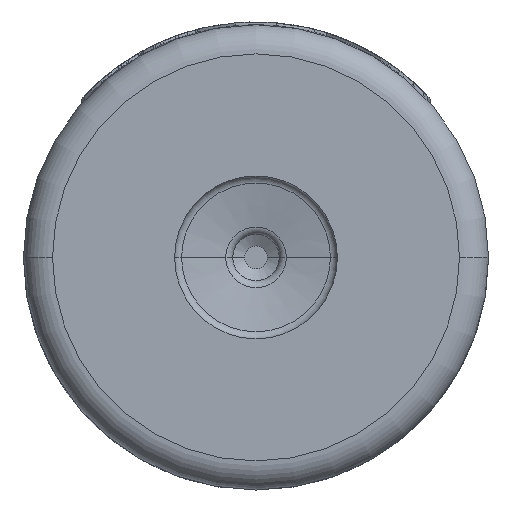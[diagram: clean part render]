
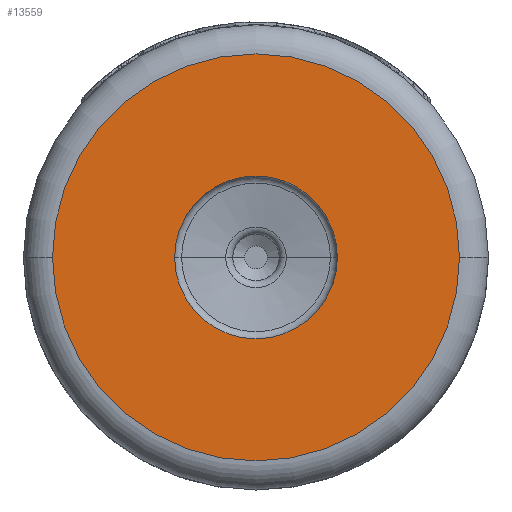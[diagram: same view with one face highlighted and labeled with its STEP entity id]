
A CAD part, front view. The second image highlights one B-rep face of the part: STEP entity #13559.
In plain terms, the highlighted planar face has unit normal (0, -1, 0).
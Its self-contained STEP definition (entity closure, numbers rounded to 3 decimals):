
#1894=CARTESIAN_POINT('',(0.,-4.,0.));
#1895=DIRECTION('',(0.,-1.,0.));
#1896=DIRECTION('',(-1.,0.,0.));
#1897=AXIS2_PLACEMENT_3D('',#1894,#1895,#1896);
#1909=CARTESIAN_POINT('',(0.,-4.,0.));
#1910=DIRECTION('',(0.,-1.,0.));
#1911=DIRECTION('',(-1.,0.,0.));
#1912=AXIS2_PLACEMENT_3D('',#1909,#1910,#1911);
#1914=CARTESIAN_POINT('',(0.,-4.,0.));
#1915=DIRECTION('',(0.,-1.,0.));
#1916=DIRECTION('',(1.,0.,0.));
#1917=AXIS2_PLACEMENT_3D('',#1914,#1915,#1916);
#1919=CARTESIAN_POINT('',(0.,-4.,0.));
#1920=DIRECTION('',(0.,-1.,0.));
#1921=DIRECTION('',(1.,0.,0.));
#1922=AXIS2_PLACEMENT_3D('',#1919,#1920,#1921);
#11537=CARTESIAN_POINT('',(-1.4,-4.,0.));
#11538=CARTESIAN_POINT('',(1.4,-4.,0.));
#11539=VERTEX_POINT('',#11537);
#11540=VERTEX_POINT('',#11538);
#11541=CARTESIAN_POINT('',(3.5,-4.,0.));
#11542=CARTESIAN_POINT('',(-3.5,-4.,0.));
#11543=VERTEX_POINT('',#11541);
#11544=VERTEX_POINT('',#11542);
#13543=CARTESIAN_POINT('',(0.,-4.,0.));
#13544=DIRECTION('',(0.,1.,0.));
#13545=DIRECTION('',(1.,0.,0.));
#13546=AXIS2_PLACEMENT_3D('',#13543,#13544,#13545);
#13547=PLANE('',#13546);
#13549=ORIENTED_EDGE('',*,*,#13548,.F.);
#13550=ORIENTED_EDGE('',*,*,#13533,.F.);
#13551=EDGE_LOOP('',(#13549,#13550));
#13552=FACE_OUTER_BOUND('',#13551,.F.);
#13554=ORIENTED_EDGE('',*,*,#13553,.T.);
#13556=ORIENTED_EDGE('',*,*,#13555,.T.);
#13557=EDGE_LOOP('',(#13554,#13556));
#13558=FACE_BOUND('',#13557,.F.);
#13559=ADVANCED_FACE('',(#13552,#13558),#13547,.F.);
#1898=CIRCLE('',#1897,3.5);
#1913=CIRCLE('',#1912,1.4);
#1918=CIRCLE('',#1917,1.4);
#1923=CIRCLE('',#1922,3.5);
#13533=EDGE_CURVE('',#11544,#11543,#1898,.T.);
#13548=EDGE_CURVE('',#11543,#11544,#1923,.T.);
#13553=EDGE_CURVE('',#11539,#11540,#1913,.T.);
#13555=EDGE_CURVE('',#11540,#11539,#1918,.T.);
